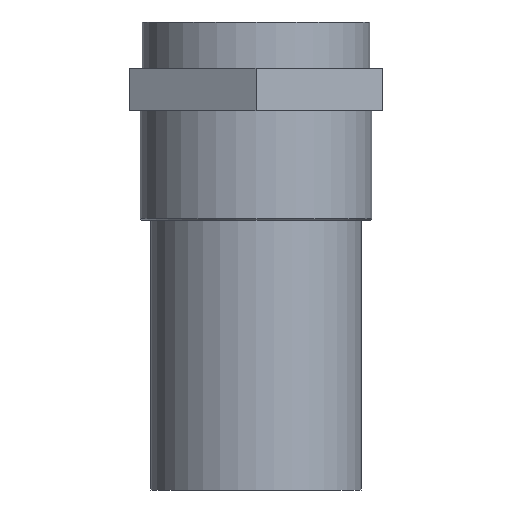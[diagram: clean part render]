
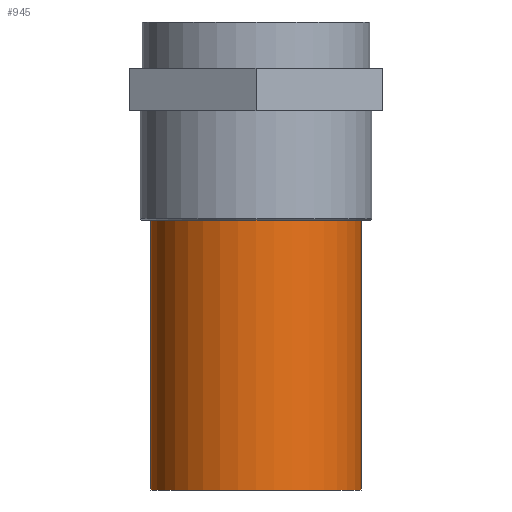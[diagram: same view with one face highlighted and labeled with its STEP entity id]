
A CAD part, front view. The second image highlights one B-rep face of the part: STEP entity #945.
In plain terms, the highlighted cylindrical face has radius 25 mm (diameter 50 mm), a partial arc.
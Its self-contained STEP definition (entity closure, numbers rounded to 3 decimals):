
#5 = DIRECTION ( 'NONE',  ( 0., 0., 1. ) ) ;
#25 = ORIENTED_EDGE ( 'NONE', *, *, #1074, .F. ) ;
#58 = CYLINDRICAL_SURFACE ( 'NONE', #347, 25. ) ;
#86 = VERTEX_POINT ( 'NONE', #555 ) ;
#97 = DIRECTION ( 'NONE',  ( 0., 0., 1. ) ) ;
#101 = DIRECTION ( 'NONE',  ( 1., 0., 0. ) ) ;
#130 = CARTESIAN_POINT ( 'NONE',  ( -25., 0., 0. ) ) ;
#217 = CARTESIAN_POINT ( 'NONE',  ( -25., 0., -111. ) ) ;
#252 = VERTEX_POINT ( 'NONE', #584 ) ;
#294 = EDGE_CURVE ( 'NONE', #604, #252, #997, .T. ) ;
#310 = ORIENTED_EDGE ( 'NONE', *, *, #294, .T. ) ;
#313 = VECTOR ( 'NONE', #466, 1000. ) ;
#336 = DIRECTION ( 'NONE',  ( 1., 0., 0. ) ) ;
#347 = AXIS2_PLACEMENT_3D ( 'NONE', #392, #730, #1075 ) ;
#392 = CARTESIAN_POINT ( 'NONE',  ( 0., 0., 0. ) ) ;
#403 = EDGE_LOOP ( 'NONE', ( #429, #310, #760, #25 ) ) ;
#411 = CARTESIAN_POINT ( 'NONE',  ( 25., 0., -47. ) ) ;
#429 = ORIENTED_EDGE ( 'NONE', *, *, #895, .F. ) ;
#466 = DIRECTION ( 'NONE',  ( 0., 0., 1. ) ) ;
#514 = LINE ( 'NONE', #850, #587 ) ;
#518 = CARTESIAN_POINT ( 'NONE',  ( 0., 0., -47. ) ) ;
#519 = AXIS2_PLACEMENT_3D ( 'NONE', #758, #5, #336 ) ;
#555 = CARTESIAN_POINT ( 'NONE',  ( -25., 0., -47. ) ) ;
#584 = CARTESIAN_POINT ( 'NONE',  ( 25., 0., -111. ) ) ;
#587 = VECTOR ( 'NONE', #97, 1000. ) ;
#604 = VERTEX_POINT ( 'NONE', #217 ) ;
#730 = DIRECTION ( 'NONE',  ( 0., 0., 1. ) ) ;
#731 = EDGE_CURVE ( 'NONE', #252, #1029, #514, .T. ) ;
#758 = CARTESIAN_POINT ( 'NONE',  ( 0., 0., -111. ) ) ;
#760 = ORIENTED_EDGE ( 'NONE', *, *, #731, .T. ) ;
#775 = CIRCLE ( 'NONE', #919, 25. ) ;
#813 = FACE_OUTER_BOUND ( 'NONE', #403, .T. ) ;
#850 = CARTESIAN_POINT ( 'NONE',  ( 25., 0., 0. ) ) ;
#854 = DIRECTION ( 'NONE',  ( 0., 0., 1. ) ) ;
#888 = LINE ( 'NONE', #130, #313 ) ;
#895 = EDGE_CURVE ( 'NONE', #604, #86, #888, .T. ) ;
#919 = AXIS2_PLACEMENT_3D ( 'NONE', #518, #854, #101 ) ;
#945 = ADVANCED_FACE ( 'NONE', ( #813 ), #58, .T. ) ;
#997 = CIRCLE ( 'NONE', #519, 25. ) ;
#1029 = VERTEX_POINT ( 'NONE', #411 ) ;
#1074 = EDGE_CURVE ( 'NONE', #86, #1029, #775, .T. ) ;
#1075 = DIRECTION ( 'NONE',  ( 1., 0., 0. ) ) ;
